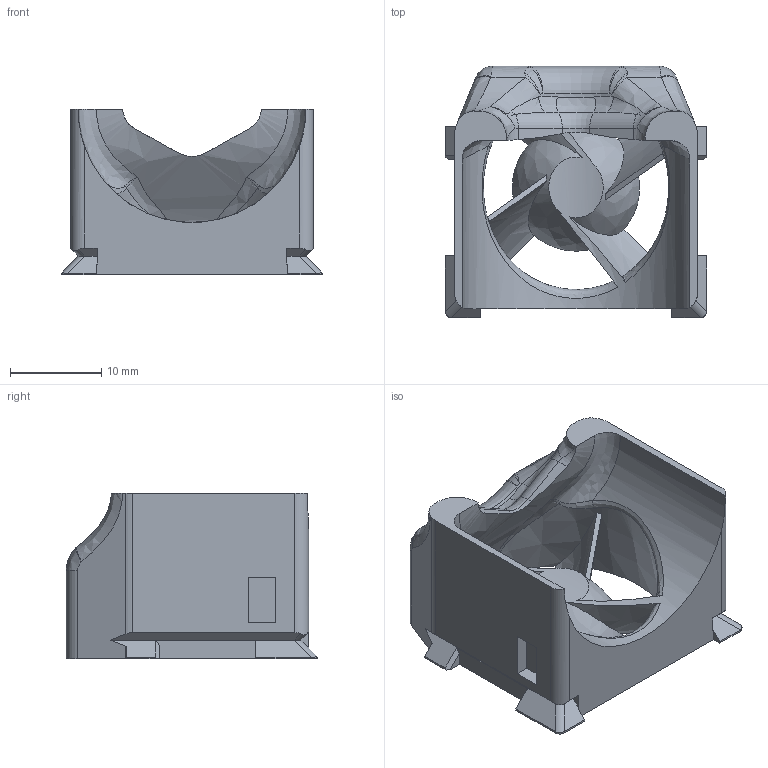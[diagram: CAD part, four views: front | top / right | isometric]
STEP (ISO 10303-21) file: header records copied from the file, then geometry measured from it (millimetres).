
FILE_DESCRIPTION(/* description */ ('STEP AP242','CAx-IF Rec.Pracs.---Representation and Presentation of Product Manufacturing Information (PMI)---4.0---2014-10-13','CAx-IF Rec.Pracs.---3D Tessellated Geometry---0.4---2014-09-14','2;1'),/* implementation_level */ '2;1');
FILE_NAME(/* name */ '67a6f3df4ea1d85a54aa6442',/* time_stamp */ '2025-02-08T06:04:17Z',/* author */ (''),/* organization */ (''),/* preprocessor_version */ 'ST-DEVELOPER v20',/* originating_system */ 'ONSHAPE BY PTC INC, 1.193',/* authorisation */ ' ');
FILE_SCHEMA (('AP242_MANAGED_MODEL_BASED_3D_ENGINEERING_MIM_LF { 1 0 10303 442 1 1 4 }'));
Length unit declared in the file: millimetre
Products named in the file (2): A4T HE Duct - TZ-V6-2.0
Assembly tree (1 placements, depth 2):
  A4T HE Duct - TZ-V6-2.0
    A4T HE Duct - TZ-V6-2.0
Bounding box: 28.7 x 27.6 x 18.2 mm (x, y, z)
Volume: 4766.3 mm3; surface area: 3973.2 mm2
Topology: 1 solids, 1 shells, 133 faces, 380 edges, 238 vertices
Faces by surface type: bspline 52, plane 46, cylinder 23, cone 4, torus 4, sphere 4
Entity records: 7065 total; most frequent: CARTESIAN_POINT 4060, ORIENTED_EDGE 744, DIRECTION 432, EDGE_CURVE 372, VERTEX_POINT 238, B_SPLINE_CURVE_WITH_KNOTS 164, LINE 150, VECTOR 150
